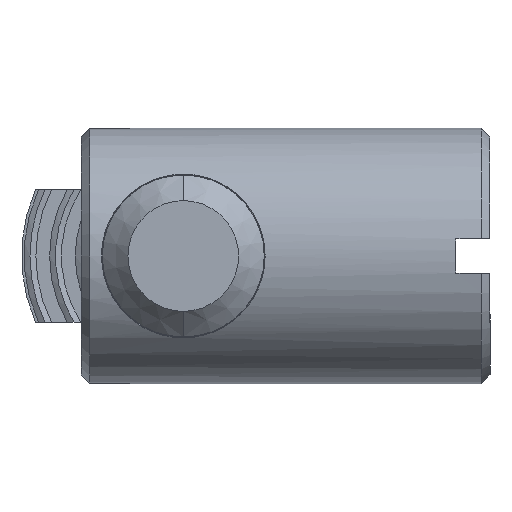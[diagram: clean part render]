
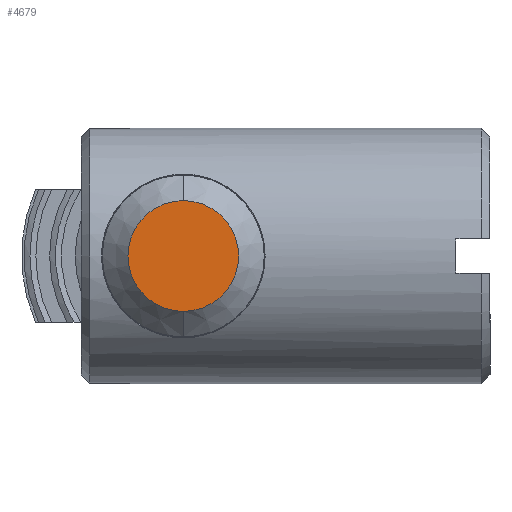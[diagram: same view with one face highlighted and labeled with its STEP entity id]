
A CAD part, left-side view. The second image highlights one B-rep face of the part: STEP entity #4679.
In plain terms, the highlighted planar face has unit normal (-1, 0, 0).
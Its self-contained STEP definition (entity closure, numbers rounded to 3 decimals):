
#251 = CARTESIAN_POINT ( 'NONE',  ( -52., -4.75, 0. ) ) ;
#596 = CARTESIAN_POINT ( 'NONE',  ( -52., 0., -3.25 ) ) ;
#629 = VERTEX_POINT ( 'NONE', #3077 ) ;
#1040 = ORIENTED_EDGE ( 'NONE', *, *, #1549, .T. ) ;
#1415 = AXIS2_PLACEMENT_3D ( 'NONE', #1467, #4623, #1926 ) ;
#1467 = CARTESIAN_POINT ( 'NONE',  ( -52., 0., 0. ) ) ;
#1476 = AXIS2_PLACEMENT_3D ( 'NONE', #251, #4751, #3859 ) ;
#1499 = VERTEX_POINT ( 'NONE', #596 ) ;
#1549 = EDGE_CURVE ( 'NONE', #629, #1499, #3435, .T. ) ;
#1926 = DIRECTION ( 'NONE',  ( 0., 0., -1. ) ) ;
#2005 = DIRECTION ( 'NONE',  ( -1., 0., 0. ) ) ;
#2616 = CIRCLE ( 'NONE', #1415, 3.25 ) ;
#2655 = ORIENTED_EDGE ( 'NONE', *, *, #5599, .T. ) ;
#2816 = AXIS2_PLACEMENT_3D ( 'NONE', #4706, #2005, #5164 ) ;
#3077 = CARTESIAN_POINT ( 'NONE',  ( -52., 0., 3.25 ) ) ;
#3435 = CIRCLE ( 'NONE', #2816, 3.25 ) ;
#3764 = FACE_OUTER_BOUND ( 'NONE', #4428, .T. ) ;
#3859 = DIRECTION ( 'NONE',  ( 0., 0., -1. ) ) ;
#4428 = EDGE_LOOP ( 'NONE', ( #2655, #1040 ) ) ;
#4623 = DIRECTION ( 'NONE',  ( -1., 0., 0. ) ) ;
#4679 = ADVANCED_FACE ( 'NONE', ( #3764 ), #5673, .F. ) ;
#4706 = CARTESIAN_POINT ( 'NONE',  ( -52., 0., 0. ) ) ;
#4751 = DIRECTION ( 'NONE',  ( 1., 0., 0. ) ) ;
#5164 = DIRECTION ( 'NONE',  ( 0., 0., -1. ) ) ;
#5599 = EDGE_CURVE ( 'NONE', #1499, #629, #2616, .T. ) ;
#5673 = PLANE ( 'NONE',  #1476 ) ;
